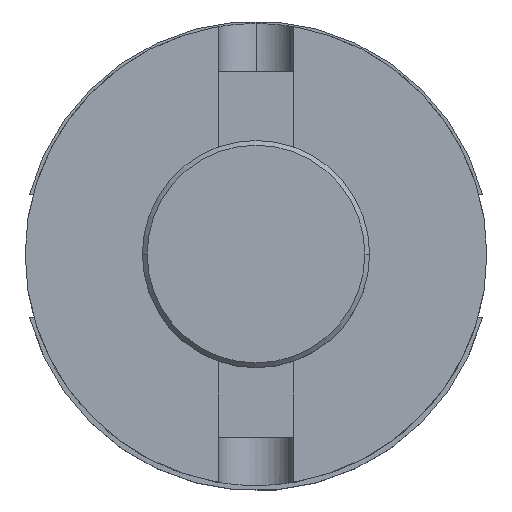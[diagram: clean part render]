
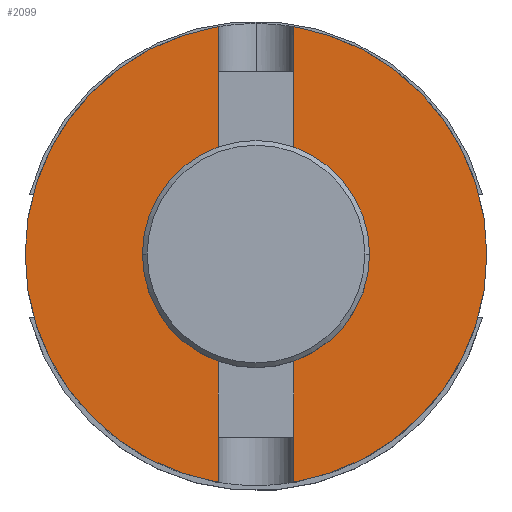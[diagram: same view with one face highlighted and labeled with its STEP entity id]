
A CAD part, top view. The second image highlights one B-rep face of the part: STEP entity #2099.
In plain terms, the highlighted planar face has unit normal (0, 0, 1).
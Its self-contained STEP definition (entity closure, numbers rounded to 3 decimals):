
#42 = CARTESIAN_POINT ( 'NONE',  ( 0., 0., 203.2 ) ) ;
#44 = CARTESIAN_POINT ( 'NONE',  ( 19.05, 0., 203.2 ) ) ;
#91 = EDGE_CURVE ( 'NONE', #1000, #816, #679, .T. ) ;
#95 = ORIENTED_EDGE ( 'NONE', *, *, #1744, .T. ) ;
#110 = CARTESIAN_POINT ( 'NONE',  ( 0., 22.5, 203.2 ) ) ;
#114 = CARTESIAN_POINT ( 'NONE',  ( 0., 0., 203.2 ) ) ;
#121 = VERTEX_POINT ( 'NONE', #2429 ) ;
#155 = VECTOR ( 'NONE', #473, 1000. ) ;
#174 = CIRCLE ( 'NONE', #1639, 48.385 ) ;
#201 = DIRECTION ( 'NONE',  ( 1., 0., 0. ) ) ;
#314 = CARTESIAN_POINT ( 'NONE',  ( 0., 0., 203.2 ) ) ;
#396 = AXIS2_PLACEMENT_3D ( 'NONE', #1827, #846, #833 ) ;
#401 = DIRECTION ( 'NONE',  ( 0., 0., 1. ) ) ;
#407 = CARTESIAN_POINT ( 'NONE',  ( -19.05, 0., 203.2 ) ) ;
#412 = VECTOR ( 'NONE', #1427, 1000. ) ;
#456 = VERTEX_POINT ( 'NONE', #610 ) ;
#473 = DIRECTION ( 'NONE',  ( 1., 0., 0. ) ) ;
#489 = CARTESIAN_POINT ( 'NONE',  ( 7.938, -22.5, 203.2 ) ) ;
#541 = VERTEX_POINT ( 'NONE', #1683 ) ;
#610 = CARTESIAN_POINT ( 'NONE',  ( 7.938, -47.729, 203.2 ) ) ;
#630 = CARTESIAN_POINT ( 'NONE',  ( 7.938, 48.385, 203.2 ) ) ;
#638 = DIRECTION ( 'NONE',  ( 0., 0., 1. ) ) ;
#650 = CARTESIAN_POINT ( 'NONE',  ( -7.937, 48.385, 203.2 ) ) ;
#655 = LINE ( 'NONE', #110, #1009 ) ;
#664 = CARTESIAN_POINT ( 'NONE',  ( -7.937, 22.5, 203.2 ) ) ;
#679 = LINE ( 'NONE', #1932, #155 ) ;
#686 = VERTEX_POINT ( 'NONE', #664 ) ;
#688 = DIRECTION ( 'NONE',  ( 1., 0., 0. ) ) ;
#708 = EDGE_LOOP ( 'NONE', ( #2218, #2025, #1925, #2069, #2401, #2408, #1960, #1173, #854, #95 ) ) ;
#727 = EDGE_CURVE ( 'NONE', #1000, #777, #2519, .T. ) ;
#738 = CARTESIAN_POINT ( 'NONE',  ( 0., 0., 203.2 ) ) ;
#751 = LINE ( 'NONE', #650, #2270 ) ;
#777 = VERTEX_POINT ( 'NONE', #1963 ) ;
#780 = EDGE_CURVE ( 'NONE', #2422, #1816, #1868, .T. ) ;
#816 = VERTEX_POINT ( 'NONE', #489 ) ;
#833 = DIRECTION ( 'NONE',  ( 1., 0., 0. ) ) ;
#846 = DIRECTION ( 'NONE',  ( 0., 0., 1. ) ) ;
#852 = DIRECTION ( 'NONE',  ( 0., 0., 1. ) ) ;
#854 = ORIENTED_EDGE ( 'NONE', *, *, #1984, .T. ) ;
#880 = VECTOR ( 'NONE', #1632, 1000. ) ;
#938 = DIRECTION ( 'NONE',  ( 0., 1., 0. ) ) ;
#976 = AXIS2_PLACEMENT_3D ( 'NONE', #314, #401, #201 ) ;
#980 = EDGE_CURVE ( 'NONE', #1816, #2422, #1329, .T. ) ;
#1000 = VERTEX_POINT ( 'NONE', #1328 ) ;
#1009 = VECTOR ( 'NONE', #1118, 1000. ) ;
#1020 = DIRECTION ( 'NONE',  ( 1., 0., 0. ) ) ;
#1027 = CARTESIAN_POINT ( 'NONE',  ( -48.385, 0., 203.2 ) ) ;
#1050 = CARTESIAN_POINT ( 'NONE',  ( -7.937, 48.385, 203.2 ) ) ;
#1057 = CARTESIAN_POINT ( 'NONE',  ( -7.937, 47.729, 203.2 ) ) ;
#1100 = DIRECTION ( 'NONE',  ( 0., 1., 0. ) ) ;
#1118 = DIRECTION ( 'NONE',  ( -1., 0., 0. ) ) ;
#1160 = EDGE_LOOP ( 'NONE', ( #2053, #2169 ) ) ;
#1173 = ORIENTED_EDGE ( 'NONE', *, *, #1203, .T. ) ;
#1190 = AXIS2_PLACEMENT_3D ( 'NONE', #1836, #638, #1020 ) ;
#1203 = EDGE_CURVE ( 'NONE', #456, #121, #1421, .T. ) ;
#1308 = EDGE_CURVE ( 'NONE', #686, #2137, #751, .T. ) ;
#1328 = CARTESIAN_POINT ( 'NONE',  ( -7.937, -22.5, 203.2 ) ) ;
#1329 = CIRCLE ( 'NONE', #976, 19.05 ) ;
#1358 = VECTOR ( 'NONE', #938, 1000. ) ;
#1373 = CARTESIAN_POINT ( 'NONE',  ( 0., 0., 203.2 ) ) ;
#1376 = AXIS2_PLACEMENT_3D ( 'NONE', #114, #2235, #1516 ) ;
#1419 = LINE ( 'NONE', #1929, #1358 ) ;
#1421 = CIRCLE ( 'NONE', #1376, 48.385 ) ;
#1427 = DIRECTION ( 'NONE',  ( 0., -1., 0. ) ) ;
#1460 = EDGE_CURVE ( 'NONE', #2189, #777, #2427, .T. ) ;
#1483 = DIRECTION ( 'NONE',  ( 0., 0., 1. ) ) ;
#1516 = DIRECTION ( 'NONE',  ( 1., 0., 0. ) ) ;
#1622 = EDGE_CURVE ( 'NONE', #1803, #686, #655, .T. ) ;
#1632 = DIRECTION ( 'NONE',  ( 0., -1., 0. ) ) ;
#1635 = PLANE ( 'NONE',  #396 ) ;
#1639 = AXIS2_PLACEMENT_3D ( 'NONE', #42, #1483, #1859 ) ;
#1683 = CARTESIAN_POINT ( 'NONE',  ( 7.938, 47.729, 203.2 ) ) ;
#1720 = EDGE_CURVE ( 'NONE', #456, #816, #1419, .T. ) ;
#1744 = EDGE_CURVE ( 'NONE', #541, #1803, #1808, .T. ) ;
#1762 = CARTESIAN_POINT ( 'NONE',  ( 7.938, 22.5, 203.2 ) ) ;
#1771 = DIRECTION ( 'NONE',  ( 1., 0., 0. ) ) ;
#1803 = VERTEX_POINT ( 'NONE', #1762 ) ;
#1808 = LINE ( 'NONE', #630, #880 ) ;
#1816 = VERTEX_POINT ( 'NONE', #44 ) ;
#1827 = CARTESIAN_POINT ( 'NONE',  ( 0., 48.385, 203.2 ) ) ;
#1836 = CARTESIAN_POINT ( 'NONE',  ( 0., 0., 203.2 ) ) ;
#1859 = DIRECTION ( 'NONE',  ( 1., 0., 0. ) ) ;
#1868 = CIRCLE ( 'NONE', #1954, 19.05 ) ;
#1925 = ORIENTED_EDGE ( 'NONE', *, *, #2351, .T. ) ;
#1929 = CARTESIAN_POINT ( 'NONE',  ( 7.938, 48.385, 203.2 ) ) ;
#1932 = CARTESIAN_POINT ( 'NONE',  ( 0., -22.5, 203.2 ) ) ;
#1933 = DIRECTION ( 'NONE',  ( 0., 0., 1. ) ) ;
#1954 = AXIS2_PLACEMENT_3D ( 'NONE', #738, #1933, #688 ) ;
#1960 = ORIENTED_EDGE ( 'NONE', *, *, #1720, .F. ) ;
#1963 = CARTESIAN_POINT ( 'NONE',  ( -7.937, -47.729, 203.2 ) ) ;
#1984 = EDGE_CURVE ( 'NONE', #121, #541, #174, .T. ) ;
#2009 = CIRCLE ( 'NONE', #2239, 48.385 ) ;
#2025 = ORIENTED_EDGE ( 'NONE', *, *, #1308, .T. ) ;
#2037 = FACE_BOUND ( 'NONE', #1160, .T. ) ;
#2053 = ORIENTED_EDGE ( 'NONE', *, *, #980, .F. ) ;
#2069 = ORIENTED_EDGE ( 'NONE', *, *, #1460, .T. ) ;
#2091 = FACE_OUTER_BOUND ( 'NONE', #708, .T. ) ;
#2099 = ADVANCED_FACE ( 'NONE', ( #2037, #2091 ), #1635, .T. ) ;
#2137 = VERTEX_POINT ( 'NONE', #1057 ) ;
#2169 = ORIENTED_EDGE ( 'NONE', *, *, #780, .F. ) ;
#2189 = VERTEX_POINT ( 'NONE', #1027 ) ;
#2218 = ORIENTED_EDGE ( 'NONE', *, *, #1622, .T. ) ;
#2235 = DIRECTION ( 'NONE',  ( 0., 0., 1. ) ) ;
#2239 = AXIS2_PLACEMENT_3D ( 'NONE', #1373, #852, #1771 ) ;
#2270 = VECTOR ( 'NONE', #1100, 1000. ) ;
#2351 = EDGE_CURVE ( 'NONE', #2137, #2189, #2009, .T. ) ;
#2401 = ORIENTED_EDGE ( 'NONE', *, *, #727, .F. ) ;
#2408 = ORIENTED_EDGE ( 'NONE', *, *, #91, .T. ) ;
#2422 = VERTEX_POINT ( 'NONE', #407 ) ;
#2427 = CIRCLE ( 'NONE', #1190, 48.385 ) ;
#2429 = CARTESIAN_POINT ( 'NONE',  ( 48.385, 0., 203.2 ) ) ;
#2519 = LINE ( 'NONE', #1050, #412 ) ;
